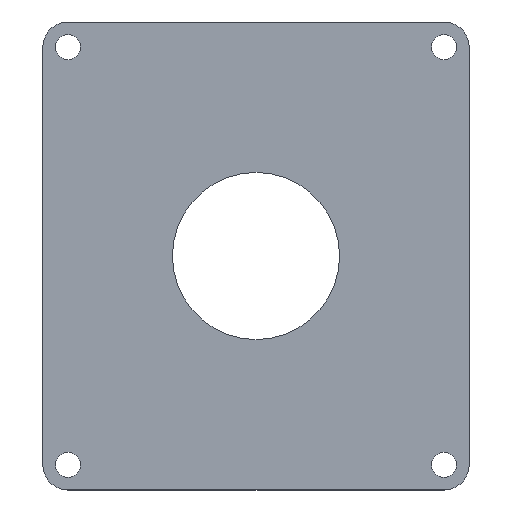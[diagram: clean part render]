
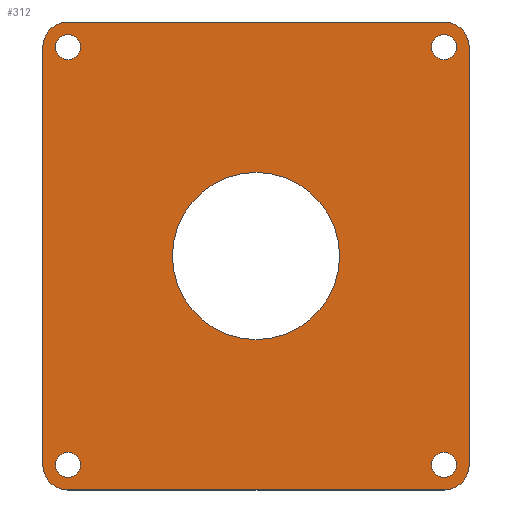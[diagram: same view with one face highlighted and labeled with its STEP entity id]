
A CAD part, top view. The second image highlights one B-rep face of the part: STEP entity #312.
In plain terms, the highlighted planar face has unit normal (0, 0, 1).
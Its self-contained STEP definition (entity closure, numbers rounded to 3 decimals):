
#19=FACE_BOUND('',#65,.T.);
#20=FACE_BOUND('',#66,.T.);
#21=FACE_BOUND('',#67,.T.);
#22=FACE_BOUND('',#68,.T.);
#23=FACE_BOUND('',#69,.T.);
#29=PLANE('',#365);
#44=FACE_OUTER_BOUND('',#64,.T.);
#64=EDGE_LOOP('',(#260,#261,#262,#263,#264,#265,#266,#267));
#65=EDGE_LOOP('',(#268));
#66=EDGE_LOOP('',(#269));
#67=EDGE_LOOP('',(#270));
#68=EDGE_LOOP('',(#271));
#69=EDGE_LOOP('',(#272));
#74=LINE('',#470,#95);
#80=LINE('',#500,#101);
#83=LINE('',#508,#104);
#90=LINE('',#534,#111);
#95=VECTOR('',#380,10.);
#101=VECTOR('',#410,10.);
#104=VECTOR('',#419,10.);
#111=VECTOR('',#452,10.);
#112=CIRCLE('',#334,3.);
#122=CIRCLE('',#347,3.);
#123=CIRCLE('',#350,3.);
#124=CIRCLE('',#353,3.);
#125=CIRCLE('',#355,1.5);
#126=CIRCLE('',#357,1.5);
#127=CIRCLE('',#359,1.5);
#128=CIRCLE('',#361,1.5);
#129=CIRCLE('',#363,10.);
#130=VERTEX_POINT('',#457);
#131=VERTEX_POINT('',#458);
#135=VERTEX_POINT('',#468);
#146=VERTEX_POINT('',#494);
#147=VERTEX_POINT('',#498);
#148=VERTEX_POINT('',#502);
#149=VERTEX_POINT('',#503);
#150=VERTEX_POINT('',#510);
#151=VERTEX_POINT('',#514);
#152=VERTEX_POINT('',#518);
#153=VERTEX_POINT('',#522);
#154=VERTEX_POINT('',#526);
#155=VERTEX_POINT('',#530);
#156=EDGE_CURVE('',#130,#131,#112,.T.);
#162=EDGE_CURVE('',#130,#135,#74,.T.);
#174=EDGE_CURVE('',#146,#135,#122,.T.);
#177=EDGE_CURVE('',#146,#147,#80,.T.);
#178=EDGE_CURVE('',#148,#149,#123,.T.);
#181=EDGE_CURVE('',#148,#131,#83,.T.);
#182=EDGE_CURVE('',#150,#147,#124,.T.);
#184=EDGE_CURVE('',#151,#151,#125,.T.);
#186=EDGE_CURVE('',#152,#152,#126,.T.);
#188=EDGE_CURVE('',#153,#153,#127,.T.);
#190=EDGE_CURVE('',#154,#154,#128,.T.);
#192=EDGE_CURVE('',#155,#155,#129,.T.);
#194=EDGE_CURVE('',#150,#149,#90,.T.);
#260=ORIENTED_EDGE('',*,*,#156,.F.);
#261=ORIENTED_EDGE('',*,*,#162,.T.);
#262=ORIENTED_EDGE('',*,*,#174,.F.);
#263=ORIENTED_EDGE('',*,*,#177,.T.);
#264=ORIENTED_EDGE('',*,*,#182,.F.);
#265=ORIENTED_EDGE('',*,*,#194,.T.);
#266=ORIENTED_EDGE('',*,*,#178,.F.);
#267=ORIENTED_EDGE('',*,*,#181,.T.);
#268=ORIENTED_EDGE('',*,*,#184,.T.);
#269=ORIENTED_EDGE('',*,*,#186,.T.);
#270=ORIENTED_EDGE('',*,*,#188,.T.);
#271=ORIENTED_EDGE('',*,*,#190,.T.);
#272=ORIENTED_EDGE('',*,*,#192,.T.);
#312=ADVANCED_FACE('',(#44,#19,#20,#21,#22,#23),#29,.T.);
#334=AXIS2_PLACEMENT_3D('',#459,#370,#371);
#347=AXIS2_PLACEMENT_3D('',#495,#404,#405);
#350=AXIS2_PLACEMENT_3D('',#504,#413,#414);
#353=AXIS2_PLACEMENT_3D('',#511,#422,#423);
#355=AXIS2_PLACEMENT_3D('',#515,#427,#428);
#357=AXIS2_PLACEMENT_3D('',#519,#432,#433);
#359=AXIS2_PLACEMENT_3D('',#523,#437,#438);
#361=AXIS2_PLACEMENT_3D('',#527,#442,#443);
#363=AXIS2_PLACEMENT_3D('',#531,#447,#448);
#365=AXIS2_PLACEMENT_3D('',#535,#453,#454);
#370=DIRECTION('center_axis',(0.,0.,-1.));
#371=DIRECTION('ref_axis',(-0.707,-0.707,0.));
#380=DIRECTION('',(1.,0.,0.));
#404=DIRECTION('center_axis',(0.,0.,-1.));
#405=DIRECTION('ref_axis',(0.707,-0.707,0.));
#410=DIRECTION('',(0.,1.,0.));
#413=DIRECTION('center_axis',(0.,0.,-1.));
#414=DIRECTION('ref_axis',(-0.707,0.707,0.));
#419=DIRECTION('',(0.,-1.,0.));
#422=DIRECTION('center_axis',(0.,0.,-1.));
#423=DIRECTION('ref_axis',(0.707,0.707,0.));
#427=DIRECTION('center_axis',(0.,0.,-1.));
#428=DIRECTION('ref_axis',(1.,0.,0.));
#432=DIRECTION('center_axis',(0.,0.,-1.));
#433=DIRECTION('ref_axis',(1.,0.,0.));
#437=DIRECTION('center_axis',(0.,0.,-1.));
#438=DIRECTION('ref_axis',(1.,0.,0.));
#442=DIRECTION('center_axis',(0.,0.,-1.));
#443=DIRECTION('ref_axis',(1.,0.,0.));
#447=DIRECTION('center_axis',(0.,0.,-1.));
#448=DIRECTION('ref_axis',(-1.,0.,0.));
#452=DIRECTION('',(-1.,0.,0.));
#453=DIRECTION('center_axis',(0.,0.,1.));
#454=DIRECTION('ref_axis',(1.,0.,0.));
#457=CARTESIAN_POINT('',(-22.5,-28.,1.6));
#458=CARTESIAN_POINT('',(-25.5,-25.,1.6));
#459=CARTESIAN_POINT('Origin',(-22.5,-25.,1.6));
#468=CARTESIAN_POINT('',(22.5,-28.,1.6));
#470=CARTESIAN_POINT('',(-25.5,-28.,1.6));
#494=CARTESIAN_POINT('',(25.5,-25.,1.6));
#495=CARTESIAN_POINT('Origin',(22.5,-25.,1.6));
#498=CARTESIAN_POINT('',(25.5,25.,1.6));
#500=CARTESIAN_POINT('',(25.5,-28.,1.6));
#502=CARTESIAN_POINT('',(-25.5,25.,1.6));
#503=CARTESIAN_POINT('',(-22.5,28.,1.6));
#504=CARTESIAN_POINT('Origin',(-22.5,25.,1.6));
#508=CARTESIAN_POINT('',(-25.5,28.,1.6));
#510=CARTESIAN_POINT('',(22.5,28.,1.6));
#511=CARTESIAN_POINT('Origin',(22.5,25.,1.6));
#514=CARTESIAN_POINT('',(21.,-25.,1.6));
#515=CARTESIAN_POINT('Origin',(22.5,-25.,1.6));
#518=CARTESIAN_POINT('',(-24.,25.,1.6));
#519=CARTESIAN_POINT('Origin',(-22.5,25.,1.6));
#522=CARTESIAN_POINT('',(21.,25.,1.6));
#523=CARTESIAN_POINT('Origin',(22.5,25.,1.6));
#526=CARTESIAN_POINT('',(-24.,-25.,1.6));
#527=CARTESIAN_POINT('Origin',(-22.5,-25.,1.6));
#530=CARTESIAN_POINT('',(10.,0.,1.6));
#531=CARTESIAN_POINT('Origin',(0.,0.,1.6));
#534=CARTESIAN_POINT('',(25.5,28.,1.6));
#535=CARTESIAN_POINT('Origin',(0.,0.,1.6));
